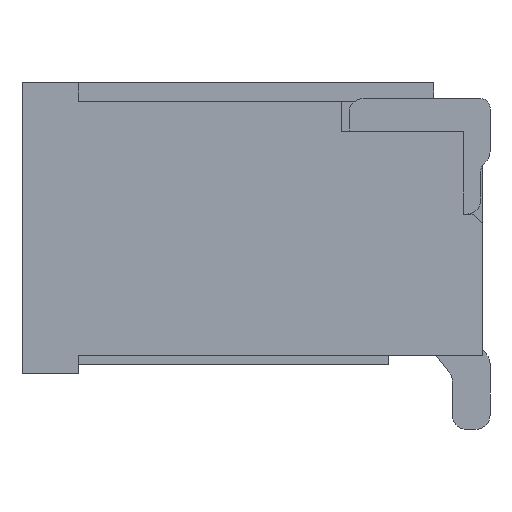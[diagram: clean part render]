
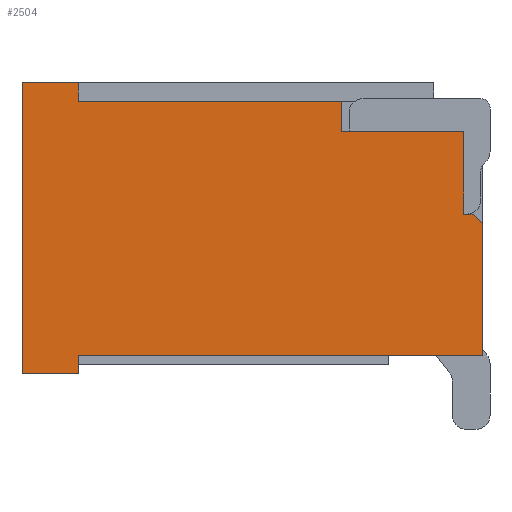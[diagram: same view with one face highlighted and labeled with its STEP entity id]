
A CAD part, left-side view. The second image highlights one B-rep face of the part: STEP entity #2504.
In plain terms, the highlighted planar face has unit normal (-1, 0, 0).
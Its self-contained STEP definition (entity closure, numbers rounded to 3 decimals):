
#76=DIRECTION('',(0.,-1.,0.));
#77=VECTOR('',#76,4.3);
#78=CARTESIAN_POINT('',(-2.,2.15,-1.4));
#79=LINE('',#78,#77);
#124=DIRECTION('',(0.,0.,-1.));
#125=VECTOR('',#124,0.2);
#126=CARTESIAN_POINT('',(-2.,2.15,1.5));
#127=LINE('',#126,#125);
#140=DIRECTION('',(0.,0.,-1.));
#141=VECTOR('',#140,0.2);
#142=CARTESIAN_POINT('',(-2.,2.15,-1.4));
#143=LINE('',#142,#141);
#160=DIRECTION('',(0.,1.,0.));
#161=VECTOR('',#160,2.8);
#162=CARTESIAN_POINT('',(-2.,-0.65,1.3));
#163=LINE('',#162,#161);
#180=DIRECTION('',(0.,-1.,0.));
#181=VECTOR('',#180,0.6);
#182=CARTESIAN_POINT('',(-2.,2.75,1.5));
#183=LINE('',#182,#181);
#196=DIRECTION('',(0.,0.,-1.));
#197=VECTOR('',#196,3.1);
#198=CARTESIAN_POINT('',(-2.,2.75,1.5));
#199=LINE('',#198,#197);
#200=DIRECTION('',(0.,-0.707,-0.707));
#201=VECTOR('',#200,0.141);
#202=CARTESIAN_POINT('',(-2.,-2.05,0.1));
#203=LINE('',#202,#201);
#208=DIRECTION('',(0.,1.,0.));
#209=VECTOR('',#208,0.6);
#210=CARTESIAN_POINT('',(-2.,2.15,-1.6));
#211=LINE('',#210,#209);
#1107=DIRECTION('',(0.,0.,-1.));
#1108=VECTOR('',#1107,1.4);
#1109=CARTESIAN_POINT('',(-2.,-2.15,0.));
#1110=LINE('',#1109,#1108);
#1155=DIRECTION('',(0.,1.,0.));
#1156=VECTOR('',#1155,0.1);
#1157=CARTESIAN_POINT('',(-2.,-2.05,0.1));
#1158=LINE('',#1157,#1156);
#1205=DIRECTION('',(0.,1.,0.));
#1206=VECTOR('',#1205,1.3);
#1207=CARTESIAN_POINT('',(-2.,-1.95,0.98));
#1208=LINE('',#1207,#1206);
#1221=DIRECTION('',(0.,0.,-1.));
#1222=VECTOR('',#1221,0.88);
#1223=CARTESIAN_POINT('',(-2.,-1.95,0.98));
#1224=LINE('',#1223,#1222);
#1237=DIRECTION('',(0.,0.,-1.));
#1238=VECTOR('',#1237,0.32);
#1239=CARTESIAN_POINT('',(-2.,-0.65,1.3));
#1240=LINE('',#1239,#1238);
#1777=CARTESIAN_POINT('',(-2.,2.75,1.5));
#1778=CARTESIAN_POINT('',(-2.,2.75,-1.6));
#1779=VERTEX_POINT('',#1777);
#1780=VERTEX_POINT('',#1778);
#1785=CARTESIAN_POINT('',(-2.,2.15,1.5));
#1786=VERTEX_POINT('',#1785);
#1787=CARTESIAN_POINT('',(-2.,2.15,-1.6));
#1788=VERTEX_POINT('',#1787);
#1905=CARTESIAN_POINT('',(-2.,-1.95,0.98));
#1906=CARTESIAN_POINT('',(-2.,-0.65,0.98));
#1907=VERTEX_POINT('',#1905);
#1908=VERTEX_POINT('',#1906);
#1909=CARTESIAN_POINT('',(-2.,-0.65,1.3));
#1910=VERTEX_POINT('',#1909);
#1911=CARTESIAN_POINT('',(-2.,-2.15,0.));
#1912=CARTESIAN_POINT('',(-2.,-2.15,-1.4));
#1913=VERTEX_POINT('',#1911);
#1914=VERTEX_POINT('',#1912);
#1915=CARTESIAN_POINT('',(-2.,-2.05,0.1));
#1916=VERTEX_POINT('',#1915);
#1917=CARTESIAN_POINT('',(-2.,-1.95,0.1));
#1918=VERTEX_POINT('',#1917);
#2202=CARTESIAN_POINT('',(-2.,2.15,1.3));
#2204=VERTEX_POINT('',#2202);
#2205=CARTESIAN_POINT('',(-2.,2.15,-1.4));
#2207=VERTEX_POINT('',#2205);
#2476=CARTESIAN_POINT('',(-2.,0.,-0.05));
#2477=DIRECTION('',(1.,0.,0.));
#2478=DIRECTION('',(0.,0.,-1.));
#2479=AXIS2_PLACEMENT_3D('',#2476,#2477,#2478);
#2480=PLANE('',#2479);
#2481=ORIENTED_EDGE('',*,*,#2321,.F.);
#2482=ORIENTED_EDGE('',*,*,#2401,.T.);
#2484=ORIENTED_EDGE('',*,*,#2483,.T.);
#2486=ORIENTED_EDGE('',*,*,#2485,.F.);
#2487=ORIENTED_EDGE('',*,*,#2462,.T.);
#2488=ORIENTED_EDGE('',*,*,#2375,.T.);
#2489=ORIENTED_EDGE('',*,*,#2436,.F.);
#2491=ORIENTED_EDGE('',*,*,#2490,.T.);
#2493=ORIENTED_EDGE('',*,*,#2492,.F.);
#2495=ORIENTED_EDGE('',*,*,#2494,.T.);
#2497=ORIENTED_EDGE('',*,*,#2496,.F.);
#2499=ORIENTED_EDGE('',*,*,#2498,.T.);
#2501=ORIENTED_EDGE('',*,*,#2500,.T.);
#2502=EDGE_LOOP('',(#2481,#2482,#2484,#2486,#2487,#2488,#2489,#2491,#2493,#2495,
#2497,#2499,#2501));
#2503=FACE_OUTER_BOUND('',#2502,.F.);
#2504=ADVANCED_FACE('',(#2503),#2480,.F.);
#2321=EDGE_CURVE('',#2207,#1914,#79,.T.);
#2375=EDGE_CURVE('',#1786,#2204,#127,.T.);
#2401=EDGE_CURVE('',#2207,#1788,#143,.T.);
#2436=EDGE_CURVE('',#1910,#2204,#163,.T.);
#2462=EDGE_CURVE('',#1779,#1786,#183,.T.);
#2483=EDGE_CURVE('',#1788,#1780,#211,.T.);
#2485=EDGE_CURVE('',#1779,#1780,#199,.T.);
#2490=EDGE_CURVE('',#1910,#1908,#1240,.T.);
#2492=EDGE_CURVE('',#1907,#1908,#1208,.T.);
#2494=EDGE_CURVE('',#1907,#1918,#1224,.T.);
#2496=EDGE_CURVE('',#1916,#1918,#1158,.T.);
#2498=EDGE_CURVE('',#1916,#1913,#203,.T.);
#2500=EDGE_CURVE('',#1913,#1914,#1110,.T.);
